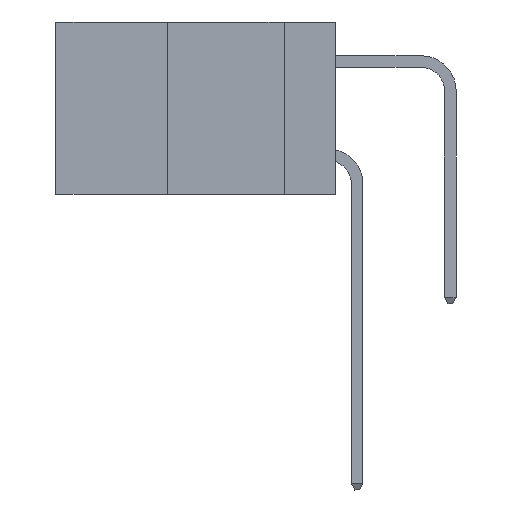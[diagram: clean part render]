
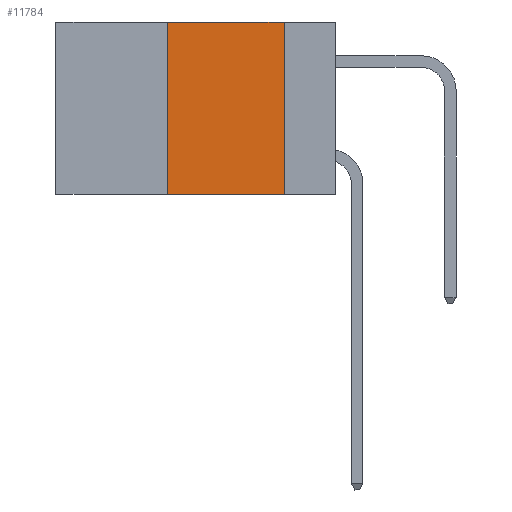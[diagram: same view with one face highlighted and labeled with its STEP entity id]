
A CAD part, left-side view. The second image highlights one B-rep face of the part: STEP entity #11784.
In plain terms, the highlighted planar face has unit normal (-1, 0, 0).
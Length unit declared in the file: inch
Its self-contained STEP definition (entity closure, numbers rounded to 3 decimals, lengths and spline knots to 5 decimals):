
#4 = DIRECTION ( 'NONE',  ( 1., 0., 0. ) ) ;
#147 = EDGE_LOOP ( 'NONE', ( #5881, #12497, #15898, #14634 ) ) ;
#793 = CARTESIAN_POINT ( 'NONE',  ( 0., 0.36, 0. ) ) ;
#2118 = VERTEX_POINT ( 'NONE', #4836 ) ;
#3303 = CARTESIAN_POINT ( 'NONE',  ( 0., 0.11, 0. ) ) ;
#3368 = LINE ( 'NONE', #14277, #3577 ) ;
#3577 = VECTOR ( 'NONE', #8236, 39.37008 ) ;
#3715 = PLANE ( 'NONE',  #6541 ) ;
#3937 = FACE_OUTER_BOUND ( 'NONE', #147, .T. ) ;
#4049 = CARTESIAN_POINT ( 'NONE',  ( 0., 0.6, 0. ) ) ;
#4154 = EDGE_CURVE ( 'NONE', #11217, #2118, #12048, .T. ) ;
#4827 = DIRECTION ( 'NONE',  ( 0., 0., 1. ) ) ;
#4836 = CARTESIAN_POINT ( 'NONE',  ( 0., 0.11, 0. ) ) ;
#5801 = DIRECTION ( 'NONE',  ( 0., 0., -1. ) ) ;
#5881 = ORIENTED_EDGE ( 'NONE', *, *, #15727, .F. ) ;
#6541 = AXIS2_PLACEMENT_3D ( 'NONE', #7382, #4, #12299 ) ;
#6633 = VERTEX_POINT ( 'NONE', #12610 ) ;
#7382 = CARTESIAN_POINT ( 'NONE',  ( 0., 0.6, 0. ) ) ;
#7759 = VERTEX_POINT ( 'NONE', #10831 ) ;
#7819 = DIRECTION ( 'NONE',  ( 0., -1., 0. ) ) ;
#8236 = DIRECTION ( 'NONE',  ( 0., -1., 0. ) ) ;
#8904 = EDGE_CURVE ( 'NONE', #6633, #11217, #14912, .T. ) ;
#9195 = VECTOR ( 'NONE', #7819, 39.37008 ) ;
#9849 = EDGE_CURVE ( 'NONE', #6633, #7759, #3368, .T. ) ;
#10381 = VECTOR ( 'NONE', #4827, 39.37008 ) ;
#10831 = CARTESIAN_POINT ( 'NONE',  ( 0., 0.11, -0.37 ) ) ;
#11217 = VERTEX_POINT ( 'NONE', #793 ) ;
#11784 = ADVANCED_FACE ( 'NONE', ( #3937 ), #3715, .F. ) ;
#12048 = LINE ( 'NONE', #4049, #9195 ) ;
#12250 = LINE ( 'NONE', #3303, #12825 ) ;
#12299 = DIRECTION ( 'NONE',  ( 0., 0., -1. ) ) ;
#12497 = ORIENTED_EDGE ( 'NONE', *, *, #4154, .F. ) ;
#12610 = CARTESIAN_POINT ( 'NONE',  ( 0., 0.36, -0.37 ) ) ;
#12825 = VECTOR ( 'NONE', #5801, 39.37008 ) ;
#14277 = CARTESIAN_POINT ( 'NONE',  ( 0., 0.6, -0.37 ) ) ;
#14634 = ORIENTED_EDGE ( 'NONE', *, *, #9849, .T. ) ;
#14801 = CARTESIAN_POINT ( 'NONE',  ( 0., 0.36, 0. ) ) ;
#14912 = LINE ( 'NONE', #14801, #10381 ) ;
#15727 = EDGE_CURVE ( 'NONE', #2118, #7759, #12250, .T. ) ;
#15898 = ORIENTED_EDGE ( 'NONE', *, *, #8904, .F. ) ;
